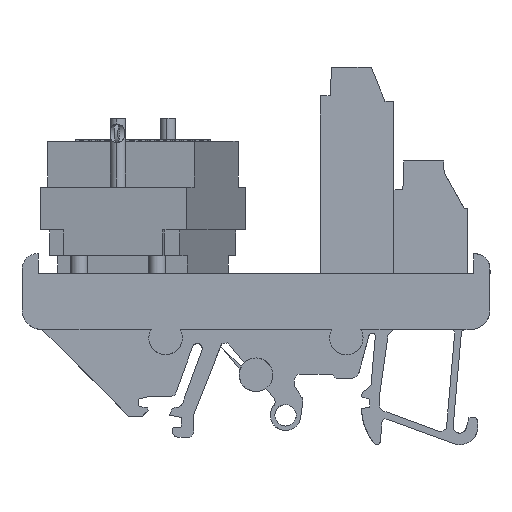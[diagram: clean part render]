
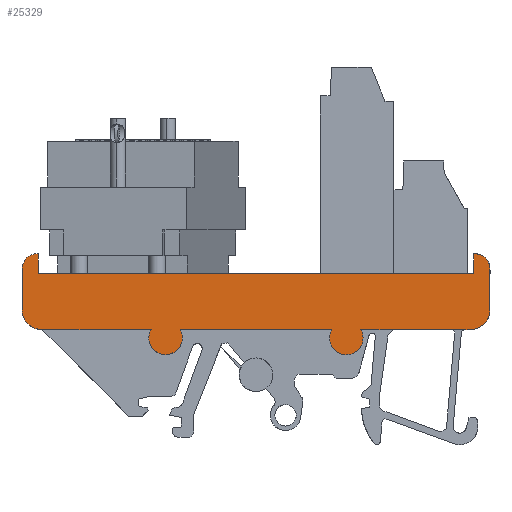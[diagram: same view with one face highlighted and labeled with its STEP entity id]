
A CAD part, left-side view. The second image highlights one B-rep face of the part: STEP entity #25329.
In plain terms, the highlighted planar face has unit normal (-1, 0, 0).
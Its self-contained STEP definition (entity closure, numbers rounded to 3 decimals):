
#12158=AXIS2_PLACEMENT_3D('Circle Axis2P3D',#12156,#12157,$) ;
#12250=AXIS2_PLACEMENT_3D('Circle Axis2P3D',#12248,#12249,$) ;
#12295=AXIS2_PLACEMENT_3D('Circle Axis2P3D',#12293,#12294,$) ;
#25152=AXIS2_PLACEMENT_3D('Circle Axis2P3D',#25150,#25151,$) ;
#25170=AXIS2_PLACEMENT_3D('Circle Axis2P3D',#25168,#25169,$) ;
#25230=AXIS2_PLACEMENT_3D('Circle Axis2P3D',#25228,#25229,$) ;
#25273=AXIS2_PLACEMENT_3D('Circle Axis2P3D',#25271,#25272,$) ;
#25305=AXIS2_PLACEMENT_3D('Plane Axis2P3D',#25302,#25303,#25304) ;
#12153=CARTESIAN_POINT('Vertex',(0.,51.025,15.955)) ;
#12156=CARTESIAN_POINT('Axis2P3D Location',(0.,48.525,15.955)) ;
#12160=CARTESIAN_POINT('Vertex',(0.,50.693,17.199)) ;
#12205=CARTESIAN_POINT('Vertex',(0.,46.025,15.955)) ;
#12209=CARTESIAN_POINT('Control Point',(0.,46.025,15.955)) ;
#12210=CARTESIAN_POINT('Control Point',(0.,46.025,15.17)) ;
#12211=CARTESIAN_POINT('Control Point',(0.,46.333,14.384)) ;
#12212=CARTESIAN_POINT('Control Point',(0.,46.954,13.764)) ;
#12213=CARTESIAN_POINT('Control Point',(0.,48.525,13.147)) ;
#12214=CARTESIAN_POINT('Control Point',(0.,50.096,13.764)) ;
#12215=CARTESIAN_POINT('Control Point',(0.,50.716,14.384)) ;
#12216=CARTESIAN_POINT('Control Point',(0.,51.025,15.17)) ;
#12217=CARTESIAN_POINT('Control Point',(0.,51.025,15.955)) ;
#12245=CARTESIAN_POINT('Vertex',(0.,23.982,15.949)) ;
#12248=CARTESIAN_POINT('Axis2P3D Location',(0.,21.482,15.949)) ;
#12252=CARTESIAN_POINT('Vertex',(0.,23.647,17.199)) ;
#12290=CARTESIAN_POINT('Vertex',(0.,18.982,15.949)) ;
#12293=CARTESIAN_POINT('Axis2P3D Location',(0.,21.482,15.949)) ;
#13963=CARTESIAN_POINT('Vertex',(0.,70.,20.159)) ;
#13966=CARTESIAN_POINT('Line Origine',(0.,70.,23.209)) ;
#13970=CARTESIAN_POINT('Vertex',(0.,70.,26.258)) ;
#14087=CARTESIAN_POINT('Vertex',(0.,67.6,28.544)) ;
#14090=CARTESIAN_POINT('Line Origine',(0.,67.6,27.065)) ;
#14094=CARTESIAN_POINT('Vertex',(0.,67.6,25.586)) ;
#14200=CARTESIAN_POINT('Vertex',(0.,2.4,25.586)) ;
#14203=CARTESIAN_POINT('Line Origine',(0.,2.4,27.065)) ;
#14207=CARTESIAN_POINT('Vertex',(0.,2.4,28.544)) ;
#14330=CARTESIAN_POINT('Vertex',(0.,0.,26.258)) ;
#14333=CARTESIAN_POINT('Line Origine',(0.,0.,23.209)) ;
#14337=CARTESIAN_POINT('Vertex',(0.,0.,20.159)) ;
#24975=CARTESIAN_POINT('Vertex',(0.,67.015,17.199)) ;
#24978=CARTESIAN_POINT('Line Origine',(0.,67.047,17.199)) ;
#24982=CARTESIAN_POINT('Vertex',(0.,67.08,17.199)) ;
#25038=CARTESIAN_POINT('Vertex',(0.,2.91,17.199)) ;
#25041=CARTESIAN_POINT('Line Origine',(0.,3.35,17.199)) ;
#25045=CARTESIAN_POINT('Vertex',(0.,3.79,17.199)) ;
#25077=CARTESIAN_POINT('Control Point',(0.,67.08,17.199)) ;
#25078=CARTESIAN_POINT('Control Point',(0.,68.002,17.212)) ;
#25079=CARTESIAN_POINT('Control Point',(0.,68.92,17.582)) ;
#25080=CARTESIAN_POINT('Control Point',(0.,69.642,18.314)) ;
#25081=CARTESIAN_POINT('Control Point',(0.,70.,19.237)) ;
#25082=CARTESIAN_POINT('Control Point',(0.,70.,20.159)) ;
#25109=CARTESIAN_POINT('Control Point',(0.,70.,26.258)) ;
#25110=CARTESIAN_POINT('Control Point',(0.,70.,26.999)) ;
#25111=CARTESIAN_POINT('Control Point',(0.,69.701,27.741)) ;
#25112=CARTESIAN_POINT('Control Point',(0.,69.096,28.317)) ;
#25113=CARTESIAN_POINT('Control Point',(0.,68.34,28.58)) ;
#25114=CARTESIAN_POINT('Control Point',(0.,67.6,28.544)) ;
#25132=CARTESIAN_POINT('Line Origine',(0.,35.,25.586)) ;
#25150=CARTESIAN_POINT('Axis2P3D Location',(0.,2.289,26.258)) ;
#25168=CARTESIAN_POINT('Axis2P3D Location',(0.,2.961,20.159)) ;
#25191=CARTESIAN_POINT('Line Origine',(0.,11.553,17.199)) ;
#25195=CARTESIAN_POINT('Vertex',(0.,19.317,17.199)) ;
#25228=CARTESIAN_POINT('Axis2P3D Location',(0.,21.482,15.949)) ;
#25250=CARTESIAN_POINT('Vertex',(0.,46.356,17.199)) ;
#25253=CARTESIAN_POINT('Line Origine',(0.,35.002,17.199)) ;
#25271=CARTESIAN_POINT('Axis2P3D Location',(0.,48.525,15.955)) ;
#25289=CARTESIAN_POINT('Line Origine',(0.,58.854,17.199)) ;
#25302=CARTESIAN_POINT('Axis2P3D Location',(0.,35.,17.199)) ;
#12157=DIRECTION('Axis2P3D Direction',(-1.,0.,0.)) ;
#12249=DIRECTION('Axis2P3D Direction',(-1.,0.,0.)) ;
#12294=DIRECTION('Axis2P3D Direction',(-1.,0.,0.)) ;
#13967=DIRECTION('Vector Direction',(0.,0.,1.)) ;
#14091=DIRECTION('Vector Direction',(0.,0.,-1.)) ;
#14204=DIRECTION('Vector Direction',(0.,0.,1.)) ;
#14334=DIRECTION('Vector Direction',(0.,0.,-1.)) ;
#24979=DIRECTION('Vector Direction',(0.,-1.,0.)) ;
#25042=DIRECTION('Vector Direction',(0.,1.,0.)) ;
#25133=DIRECTION('Vector Direction',(0.,-1.,0.)) ;
#25151=DIRECTION('Axis2P3D Direction',(1.,0.,0.)) ;
#25169=DIRECTION('Axis2P3D Direction',(1.,0.,0.)) ;
#25192=DIRECTION('Vector Direction',(0.,1.,0.)) ;
#25229=DIRECTION('Axis2P3D Direction',(-1.,0.,0.)) ;
#25254=DIRECTION('Vector Direction',(0.,1.,0.)) ;
#25272=DIRECTION('Axis2P3D Direction',(-1.,0.,0.)) ;
#25290=DIRECTION('Vector Direction',(0.,1.,0.)) ;
#25303=DIRECTION('Axis2P3D Direction',(1.,0.,0.)) ;
#25304=DIRECTION('Axis2P3D XDirection',(0.,1.,0.)) ;
#13968=VECTOR('Line Direction',#13967,1.) ;
#14092=VECTOR('Line Direction',#14091,1.) ;
#14205=VECTOR('Line Direction',#14204,1.) ;
#14335=VECTOR('Line Direction',#14334,1.) ;
#24980=VECTOR('Line Direction',#24979,1.) ;
#25043=VECTOR('Line Direction',#25042,1.) ;
#25134=VECTOR('Line Direction',#25133,1.) ;
#25193=VECTOR('Line Direction',#25192,1.) ;
#25255=VECTOR('Line Direction',#25254,1.) ;
#25291=VECTOR('Line Direction',#25290,1.) ;
#25308=ORIENTED_EDGE('',*,*,#25275,.F.) ;
#25309=ORIENTED_EDGE('',*,*,#25257,.F.) ;
#25310=ORIENTED_EDGE('',*,*,#12254,.F.) ;
#25311=ORIENTED_EDGE('',*,*,#12297,.F.) ;
#25312=ORIENTED_EDGE('',*,*,#25232,.F.) ;
#25313=ORIENTED_EDGE('',*,*,#25197,.F.) ;
#25314=ORIENTED_EDGE('',*,*,#25047,.F.) ;
#25315=ORIENTED_EDGE('',*,*,#25172,.F.) ;
#25316=ORIENTED_EDGE('',*,*,#14339,.F.) ;
#25317=ORIENTED_EDGE('',*,*,#25154,.F.) ;
#25318=ORIENTED_EDGE('',*,*,#14209,.F.) ;
#25319=ORIENTED_EDGE('',*,*,#25136,.F.) ;
#25320=ORIENTED_EDGE('',*,*,#14096,.F.) ;
#25321=ORIENTED_EDGE('',*,*,#25115,.F.) ;
#25322=ORIENTED_EDGE('',*,*,#13972,.F.) ;
#25323=ORIENTED_EDGE('',*,*,#25083,.F.) ;
#25324=ORIENTED_EDGE('',*,*,#24984,.T.) ;
#25325=ORIENTED_EDGE('',*,*,#25293,.F.) ;
#25326=ORIENTED_EDGE('',*,*,#12162,.F.) ;
#25327=ORIENTED_EDGE('',*,*,#12218,.F.) ;
#25329=ADVANCED_FACE('NONE',(#25328),#25306,.F.) ;
#12208=B_SPLINE_CURVE_WITH_KNOTS('',5,(#12209,#12210,#12211,#12212,#12213,#12214,#12215,#12216,#12217),.UNSPECIFIED.,.F.,.U.,(6,3,6),(-3.927,0.,3.927),.UNSPECIFIED.) ;
#25076=B_SPLINE_CURVE_WITH_KNOTS('',5,(#25077,#25078,#25079,#25080,#25081,#25082),.UNSPECIFIED.,.F.,.U.,(6,6),(0.,4.852),.UNSPECIFIED.) ;
#25108=B_SPLINE_CURVE_WITH_KNOTS('',5,(#25109,#25110,#25111,#25112,#25113,#25114),.UNSPECIFIED.,.F.,.U.,(6,6),(0.,3.918),.UNSPECIFIED.) ;
#12159=CIRCLE('generated circle',#12158,2.5) ;
#12251=CIRCLE('generated circle',#12250,2.5) ;
#12296=CIRCLE('generated circle',#12295,2.5) ;
#25153=CIRCLE('generated circle',#25152,2.289) ;
#25171=CIRCLE('generated circle',#25170,2.961) ;
#25231=CIRCLE('generated circle',#25230,2.5) ;
#25274=CIRCLE('generated circle',#25273,2.5) ;
#12162=EDGE_CURVE('',#12154,#12161,#12159,.F.) ;
#12218=EDGE_CURVE('',#12206,#12154,#12208,.T.) ;
#12254=EDGE_CURVE('',#12246,#12253,#12251,.F.) ;
#12297=EDGE_CURVE('',#12291,#12246,#12296,.F.) ;
#13972=EDGE_CURVE('',#13964,#13971,#13969,.T.) ;
#14096=EDGE_CURVE('',#14088,#14095,#14093,.T.) ;
#14209=EDGE_CURVE('',#14201,#14208,#14206,.T.) ;
#14339=EDGE_CURVE('',#14331,#14338,#14336,.T.) ;
#24984=EDGE_CURVE('',#24983,#24976,#24981,.T.) ;
#25047=EDGE_CURVE('',#25039,#25046,#25044,.T.) ;
#25083=EDGE_CURVE('',#24983,#13964,#25076,.T.) ;
#25115=EDGE_CURVE('',#13971,#14088,#25108,.T.) ;
#25136=EDGE_CURVE('',#14095,#14201,#25135,.T.) ;
#25154=EDGE_CURVE('',#14208,#14331,#25153,.T.) ;
#25172=EDGE_CURVE('',#14338,#25039,#25171,.T.) ;
#25197=EDGE_CURVE('',#25046,#25196,#25194,.T.) ;
#25232=EDGE_CURVE('',#25196,#12291,#25231,.F.) ;
#25257=EDGE_CURVE('',#12253,#25251,#25256,.T.) ;
#25275=EDGE_CURVE('',#25251,#12206,#25274,.F.) ;
#25293=EDGE_CURVE('',#12161,#24976,#25292,.T.) ;
#25307=EDGE_LOOP('',(#25308,#25309,#25310,#25311,#25312,#25313,#25314,#25315,#25316,#25317,#25318,#25319,#25320,#25321,#25322,#25323,#25324,#25325,#25326,#25327)) ;
#25328=FACE_OUTER_BOUND('',#25307,.T.) ;
#13969=LINE('Line',#13966,#13968) ;
#14093=LINE('Line',#14090,#14092) ;
#14206=LINE('Line',#14203,#14205) ;
#14336=LINE('Line',#14333,#14335) ;
#24981=LINE('Line',#24978,#24980) ;
#25044=LINE('Line',#25041,#25043) ;
#25135=LINE('Line',#25132,#25134) ;
#25194=LINE('Line',#25191,#25193) ;
#25256=LINE('Line',#25253,#25255) ;
#25292=LINE('Line',#25289,#25291) ;
#25306=PLANE('',#25305) ;
#12154=VERTEX_POINT('',#12153) ;
#12161=VERTEX_POINT('',#12160) ;
#12206=VERTEX_POINT('',#12205) ;
#12246=VERTEX_POINT('',#12245) ;
#12253=VERTEX_POINT('',#12252) ;
#12291=VERTEX_POINT('',#12290) ;
#13964=VERTEX_POINT('',#13963) ;
#13971=VERTEX_POINT('',#13970) ;
#14088=VERTEX_POINT('',#14087) ;
#14095=VERTEX_POINT('',#14094) ;
#14201=VERTEX_POINT('',#14200) ;
#14208=VERTEX_POINT('',#14207) ;
#14331=VERTEX_POINT('',#14330) ;
#14338=VERTEX_POINT('',#14337) ;
#24976=VERTEX_POINT('',#24975) ;
#24983=VERTEX_POINT('',#24982) ;
#25039=VERTEX_POINT('',#25038) ;
#25046=VERTEX_POINT('',#25045) ;
#25196=VERTEX_POINT('',#25195) ;
#25251=VERTEX_POINT('',#25250) ;
